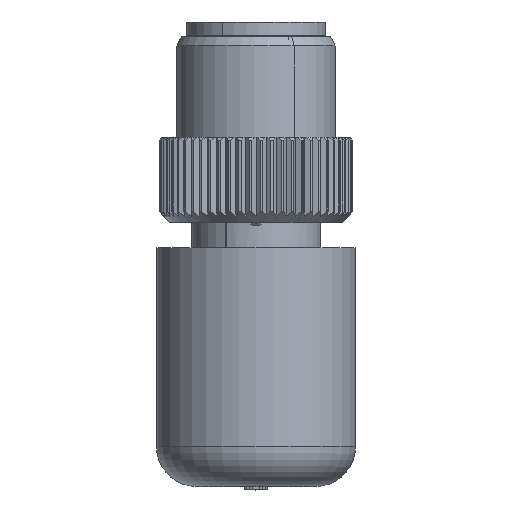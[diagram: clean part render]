
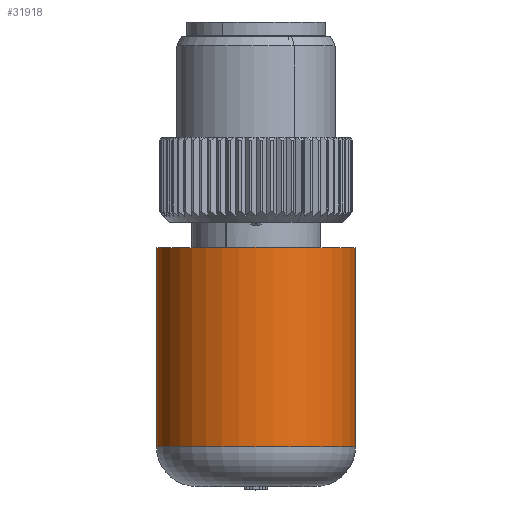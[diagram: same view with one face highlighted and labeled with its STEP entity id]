
A CAD part, top view. The second image highlights one B-rep face of the part: STEP entity #31918.
In plain terms, the highlighted cylindrical face has radius 7.5 mm (diameter 15 mm), a partial arc.
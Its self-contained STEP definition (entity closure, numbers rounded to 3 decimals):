
#31496=AXIS2_PLACEMENT_3D('Circle Axis2P3D',#31494,#31495,$) ;
#31869=AXIS2_PLACEMENT_3D('Cylinder Axis2P3D',#31866,#31867,#31868) ;
#31909=AXIS2_PLACEMENT_3D('Circle Axis2P3D',#31907,#31908,$) ;
#31494=CARTESIAN_POINT('Axis2P3D Location',(7.5,18.,170.213)) ;
#31498=CARTESIAN_POINT('Vertex',(15.,18.,170.213)) ;
#31500=CARTESIAN_POINT('Vertex',(0.,18.,170.213)) ;
#31866=CARTESIAN_POINT('Axis2P3D Location',(7.5,7.5,170.213)) ;
#31871=CARTESIAN_POINT('Line Origine',(0.,7.5,170.213)) ;
#31875=CARTESIAN_POINT('Vertex',(0.,3.,170.213)) ;
#31878=CARTESIAN_POINT('Line Origine',(15.,7.5,170.213)) ;
#31882=CARTESIAN_POINT('Vertex',(15.,3.,170.213)) ;
#31907=CARTESIAN_POINT('Axis2P3D Location',(7.5,3.,170.213)) ;
#31495=DIRECTION('Axis2P3D Direction',(0.,-1.,0.)) ;
#31867=DIRECTION('Axis2P3D Direction',(0.,-1.,0.)) ;
#31868=DIRECTION('Axis2P3D XDirection',(-1.,0.,0.)) ;
#31872=DIRECTION('Vector Direction',(0.,-1.,0.)) ;
#31879=DIRECTION('Vector Direction',(0.,-1.,0.)) ;
#31908=DIRECTION('Axis2P3D Direction',(0.,-1.,0.)) ;
#31873=VECTOR('Line Direction',#31872,1.) ;
#31880=VECTOR('Line Direction',#31879,1.) ;
#31913=ORIENTED_EDGE('',*,*,#31884,.F.) ;
#31914=ORIENTED_EDGE('',*,*,#31502,.T.) ;
#31915=ORIENTED_EDGE('',*,*,#31877,.T.) ;
#31916=ORIENTED_EDGE('',*,*,#31911,.F.) ;
#31918=ADVANCED_FACE('Hauptk\X2\00F6\X0\rper',(#31917),#31870,.T.) ;
#31497=CIRCLE('generated circle',#31496,7.5) ;
#31910=CIRCLE('generated circle',#31909,7.5) ;
#31870=CYLINDRICAL_SURFACE('generated cylinder',#31869,7.5) ;
#31502=EDGE_CURVE('',#31499,#31501,#31497,.T.) ;
#31877=EDGE_CURVE('',#31501,#31876,#31874,.T.) ;
#31884=EDGE_CURVE('',#31499,#31883,#31881,.T.) ;
#31911=EDGE_CURVE('',#31883,#31876,#31910,.T.) ;
#31912=EDGE_LOOP('',(#31913,#31914,#31915,#31916)) ;
#31917=FACE_OUTER_BOUND('',#31912,.T.) ;
#31874=LINE('Line',#31871,#31873) ;
#31881=LINE('Line',#31878,#31880) ;
#31499=VERTEX_POINT('',#31498) ;
#31501=VERTEX_POINT('',#31500) ;
#31876=VERTEX_POINT('',#31875) ;
#31883=VERTEX_POINT('',#31882) ;
